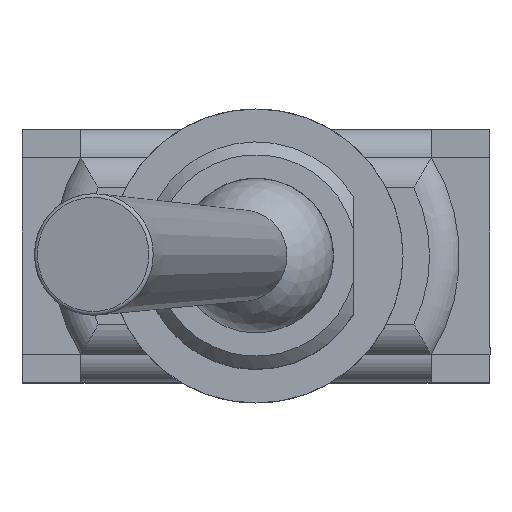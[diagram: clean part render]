
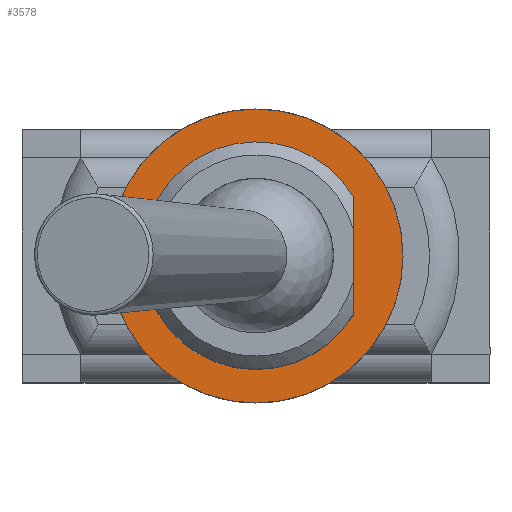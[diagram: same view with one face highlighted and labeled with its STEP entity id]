
A CAD part, top view. The second image highlights one B-rep face of the part: STEP entity #3578.
In plain terms, the highlighted planar face has unit normal (0, 0, 1).
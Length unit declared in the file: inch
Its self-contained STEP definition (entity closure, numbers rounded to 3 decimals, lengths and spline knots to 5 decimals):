
#117=PLANE('',#3910);
#241=FACE_BOUND('',#606,.T.);
#379=FACE_OUTER_BOUND('',#605,.T.);
#605=EDGE_LOOP('',(#2908));
#606=EDGE_LOOP('',(#2909,#2910));
#875=LINE('',#5662,#1259);
#1259=VECTOR('',#4607,0.3937);
#1568=CIRCLE('',#3909,0.12146);
#1569=CIRCLE('',#3911,0.15709);
#1755=VERTEX_POINT('',#5659);
#1756=VERTEX_POINT('',#5661);
#1757=VERTEX_POINT('',#5667);
#2166=EDGE_CURVE('',#1756,#1755,#875,.T.);
#2168=EDGE_CURVE('',#1755,#1756,#1568,.T.);
#2169=EDGE_CURVE('',#1757,#1757,#1569,.T.);
#2908=ORIENTED_EDGE('',*,*,#2169,.T.);
#2909=ORIENTED_EDGE('',*,*,#2168,.T.);
#2910=ORIENTED_EDGE('',*,*,#2166,.T.);
#3578=ADVANCED_FACE('',(#379,#241),#117,.T.);
#3909=AXIS2_PLACEMENT_3D('',#5665,#4611,#4612);
#3910=AXIS2_PLACEMENT_3D('',#5666,#4613,#4614);
#3911=AXIS2_PLACEMENT_3D('',#5668,#4615,#4616);
#4607=DIRECTION('',(0.,-1.,0.));
#4611=DIRECTION('center_axis',(0.,0.,
-1.));
#4612=DIRECTION('ref_axis',(-0.854,-0.52,0.));
#4613=DIRECTION('center_axis',(0.,0.,
1.));
#4614=DIRECTION('ref_axis',(-1.,0.,0.));
#4615=DIRECTION('center_axis',(0.,0.,
1.));
#4616=DIRECTION('ref_axis',(-1.,0.,0.));
#5659=CARTESIAN_POINT('',(0.10374,-0.06316,0.41024));
#5661=CARTESIAN_POINT('',(0.10374,0.06316,0.41024));
#5662=CARTESIAN_POINT('',(0.10374,0.06316,0.41024));
#5665=CARTESIAN_POINT('Origin',(0.,0.,
0.41024));
#5666=CARTESIAN_POINT('Origin',(0.,0.,
0.41024));
#5667=CARTESIAN_POINT('',(0.15709,0.,0.41024));
#5668=CARTESIAN_POINT('Origin',(0.,0.,
0.41024));
